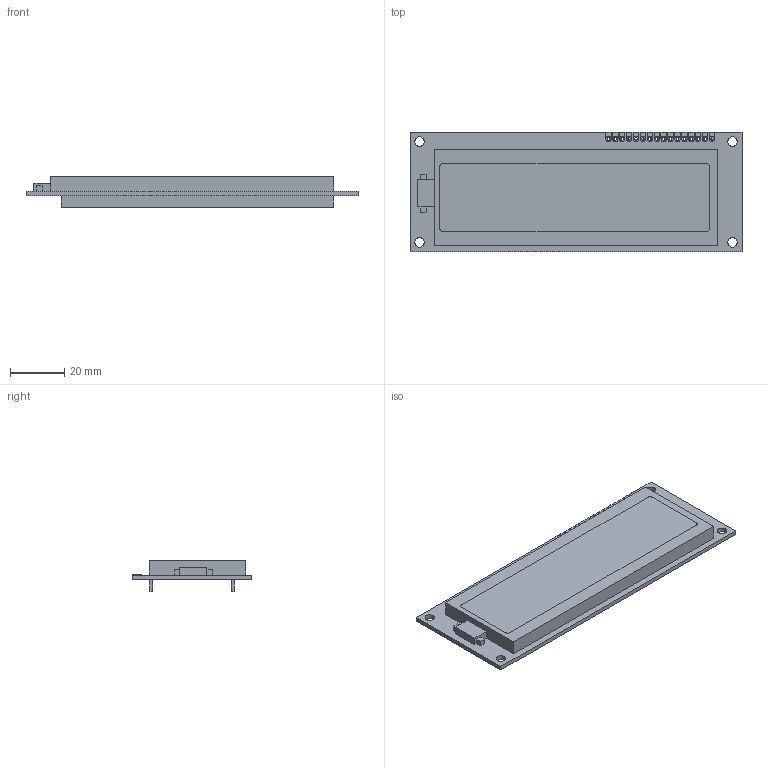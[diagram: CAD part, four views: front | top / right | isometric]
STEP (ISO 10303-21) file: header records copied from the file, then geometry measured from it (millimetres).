
FILE_DESCRIPTION(('FreeCAD Model'),'2;1');
FILE_NAME('Fusion018_sp.step','2017-07-02T18:46:37',('kicad StepUp'),('ksu MCAD'), 'Open CASCADE STEP processor 7.1','FreeCAD','Unknown');
FILE_SCHEMA(('AUTOMOTIVE_DESIGN { 1 0 10303 214 1 1 1 1 }'));
Length unit declared in the file: millimetre
Products named in the file (1): Fusion018_sp
Bounding box: 122 x 44 x 11.4 mm (x, y, z)
Volume: 29476 mm3; surface area: 14672.9 mm2
Topology: 1 solids, 1 shells, 198 faces, 488 edges, 280 vertices
Faces by surface type: plane 130, cylinder 68
Full cylindrical faces by diameter (mm): 1 x16, 3.5 x4
Entity records: 7167 total; most frequent: DIRECTION 1026, ORIENTED_EDGE 976, CARTESIAN_POINT 967, EDGE_CURVE 488, LINE 348, VECTOR 348, AXIS2_PLACEMENT_3D 339, VERTEX_POINT 280
